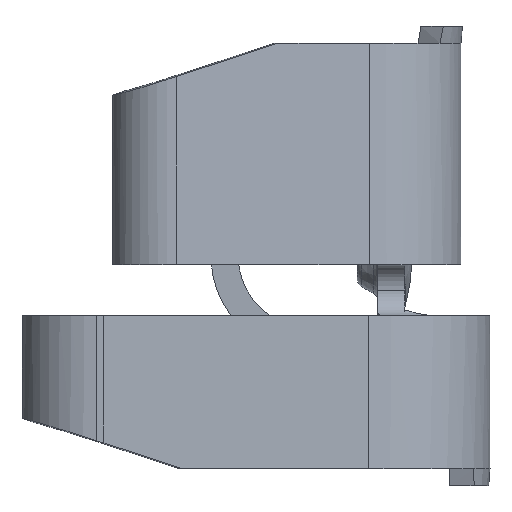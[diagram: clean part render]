
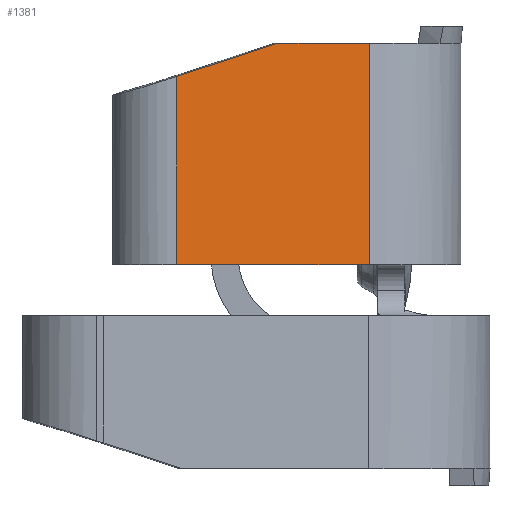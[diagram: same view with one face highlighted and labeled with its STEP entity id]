
A CAD part, left-side view. The second image highlights one B-rep face of the part: STEP entity #1381.
In plain terms, the highlighted planar face has unit normal (-0.99, -0.143, 0).
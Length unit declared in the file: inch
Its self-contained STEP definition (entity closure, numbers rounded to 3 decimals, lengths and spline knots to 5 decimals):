
#31 = PLANE ( 'NONE',  #4216 ) ;
#164 = DIRECTION ( 'NONE',  ( 0.143, -0.99, 0. ) ) ;
#241 = CARTESIAN_POINT ( 'NONE',  ( -0.48928, 0.15028, -0.5051 ) ) ;
#343 = FACE_OUTER_BOUND ( 'NONE', #3833, .T. ) ;
#350 = ORIENTED_EDGE ( 'NONE', *, *, #3316, .F. ) ;
#562 = CARTESIAN_POINT ( 'NONE',  ( -0.46836, 0.00502, -0.605 ) ) ;
#719 = CARTESIAN_POINT ( 'NONE',  ( -0.48465, 0.11815, -0.605 ) ) ;
#729 = VECTOR ( 'NONE', #2089, 39.37008 ) ;
#772 = VECTOR ( 'NONE', #3655, 39.37008 ) ;
#782 = CARTESIAN_POINT ( 'NONE',  ( -0.47607, 0.0586, -0.475 ) ) ;
#1011 = LINE ( 'NONE', #2085, #1890 ) ;
#1040 = CARTESIAN_POINT ( 'NONE',  ( -0.46836, 0.00502, -0.605 ) ) ;
#1088 = DIRECTION ( 'NONE',  ( 0.143, -0.99, 0. ) ) ;
#1163 = LINE ( 'NONE', #241, #3663 ) ;
#1239 = ORIENTED_EDGE ( 'NONE', *, *, #1536, .F. ) ;
#1291 = ORIENTED_EDGE ( 'NONE', *, *, #2897, .T. ) ;
#1381 = ADVANCED_FACE ( 'NONE', ( #343 ), #31, .T. ) ;
#1406 = CARTESIAN_POINT ( 'NONE',  ( -0.48465, 0.11815, -0.49455 ) ) ;
#1444 = CARTESIAN_POINT ( 'NONE',  ( -0.48465, 0.11815, -0.605 ) ) ;
#1536 = EDGE_CURVE ( 'NONE', #1669, #3203, #1641, .T. ) ;
#1641 = LINE ( 'NONE', #3820, #3368 ) ;
#1669 = VERTEX_POINT ( 'NONE', #782 ) ;
#1890 = VECTOR ( 'NONE', #4004, 39.37008 ) ;
#1904 = VERTEX_POINT ( 'NONE', #2953 ) ;
#2085 = CARTESIAN_POINT ( 'NONE',  ( -0.48465, 0.11815, -0.605 ) ) ;
#2089 = DIRECTION ( 'NONE',  ( 0., 0., 1. ) ) ;
#2127 = LINE ( 'NONE', #1040, #772 ) ;
#2444 = EDGE_CURVE ( 'NONE', #4156, #3203, #2127, .T. ) ;
#2518 = LINE ( 'NONE', #1444, #729 ) ;
#2897 = EDGE_CURVE ( 'NONE', #1904, #4156, #1011, .T. ) ;
#2953 = CARTESIAN_POINT ( 'NONE',  ( -0.48465, 0.11815, -0.605 ) ) ;
#3029 = ORIENTED_EDGE ( 'NONE', *, *, #2444, .T. ) ;
#3060 = DIRECTION ( 'NONE',  ( -0.99, -0.143, 0. ) ) ;
#3201 = VERTEX_POINT ( 'NONE', #1406 ) ;
#3203 = VERTEX_POINT ( 'NONE', #3367 ) ;
#3316 = EDGE_CURVE ( 'NONE', #1904, #3201, #2518, .T. ) ;
#3367 = CARTESIAN_POINT ( 'NONE',  ( -0.46836, 0.00502, -0.475 ) ) ;
#3368 = VECTOR ( 'NONE', #164, 39.37008 ) ;
#3655 = DIRECTION ( 'NONE',  ( 0., 0., 1. ) ) ;
#3663 = VECTOR ( 'NONE', #4174, 39.37008 ) ;
#3732 = EDGE_CURVE ( 'NONE', #1669, #3201, #1163, .T. ) ;
#3766 = ORIENTED_EDGE ( 'NONE', *, *, #3732, .T. ) ;
#3820 = CARTESIAN_POINT ( 'NONE',  ( -0.48465, 0.11815, -0.475 ) ) ;
#3833 = EDGE_LOOP ( 'NONE', ( #1239, #3766, #350, #1291, #3029 ) ) ;
#4004 = DIRECTION ( 'NONE',  ( 0.143, -0.99, 0. ) ) ;
#4156 = VERTEX_POINT ( 'NONE', #562 ) ;
#4174 = DIRECTION ( 'NONE',  ( -0.136, 0.941, -0.309 ) ) ;
#4216 = AXIS2_PLACEMENT_3D ( 'NONE', #719, #3060, #1088 ) ;
